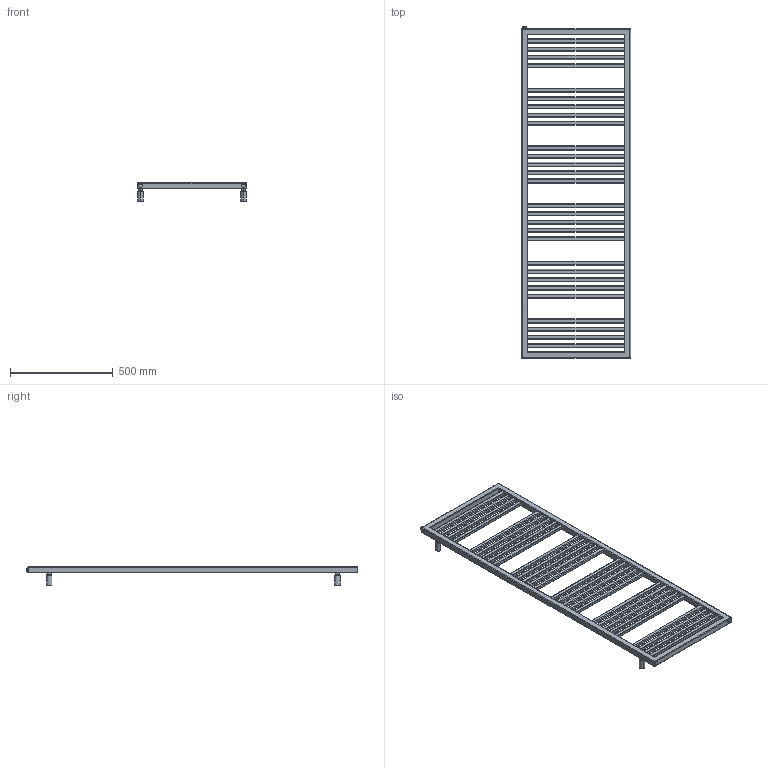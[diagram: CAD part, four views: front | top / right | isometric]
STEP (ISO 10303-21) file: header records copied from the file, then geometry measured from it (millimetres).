
FILE_DESCRIPTION((''),'2;1');
FILE_NAME('3551826102027_3D_SITO_ASM','2023-12-04T17:24:08',('PC132'),(''),'CREO PARAMETRIC BY PTC INC, 2023092','CREO PARAMETRIC BY PTC INC, 2023092','');
FILE_SCHEMA(('AUTOMOTIVE_DESIGN { 1 0 10303 214 1 1 1 1 }'));
Length unit declared in the file: millimetre
Products named in the file (3): 2551820502023_3D_SITO; 1041001240002; 3551826102027_3D_SITO_ASM
Assembly tree (2 placements, depth 2):
  3551826102027_3D_SITO_ASM
    2551820502023_3D_SITO
    1041001240002
Bounding box: 530 x 1613 x 90 mm (x, y, z)
Volume: 7684940.8 mm3; surface area: 1342752 mm2
Topology: 2 solids, 3 shells, 431 faces, 1125 edges, 712 vertices
Faces by surface type: cylinder 182, plane 167, torus 44, bspline 18, extrusion 8, cone 8, sphere 4
Entity records: 22248 total; most frequent: CARTESIAN_POINT 4118, DIRECTION 2575, ORIENTED_EDGE 2250, PRESENTATION_STYLE_ASSIGNMENT 1338, STYLED_ITEM 1269, CURVE_STYLE 1267, EDGE_CURVE 1125, AXIS2_PLACEMENT_3D 904
